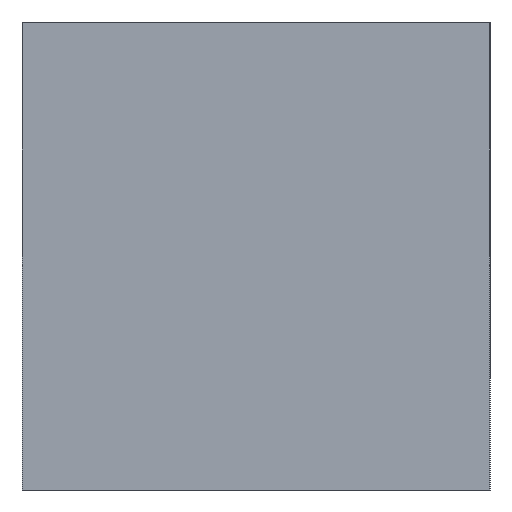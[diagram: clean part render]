
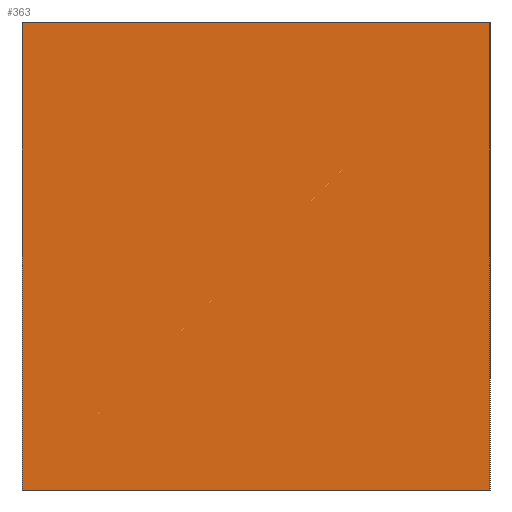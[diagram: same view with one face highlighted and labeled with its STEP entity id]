
A CAD part, left-side view. The second image highlights one B-rep face of the part: STEP entity #363.
In plain terms, the highlighted planar face has unit normal (-1, 0, 0).
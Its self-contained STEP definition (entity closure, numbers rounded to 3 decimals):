
#33=FACE_OUTER_BOUND('',#53,.T.);
#53=EDGE_LOOP('',(#303,#304,#305,#306));
#89=LINE('',#548,#137);
#101=LINE('',#572,#149);
#102=LINE('',#575,#150);
#103=LINE('',#576,#151);
#137=VECTOR('',#451,10.);
#149=VECTOR('',#471,10.);
#150=VECTOR('',#474,10.);
#151=VECTOR('',#475,10.);
#175=VERTEX_POINT('',#544);
#176=VERTEX_POINT('',#546);
#183=VERTEX_POINT('',#568);
#185=VERTEX_POINT('',#574);
#217=EDGE_CURVE('',#176,#175,#89,.T.);
#229=EDGE_CURVE('',#183,#175,#101,.T.);
#230=EDGE_CURVE('',#185,#183,#102,.T.);
#231=EDGE_CURVE('',#185,#176,#103,.T.);
#303=ORIENTED_EDGE('',*,*,#230,.T.);
#304=ORIENTED_EDGE('',*,*,#229,.T.);
#305=ORIENTED_EDGE('',*,*,#217,.F.);
#306=ORIENTED_EDGE('',*,*,#231,.F.);
#345=PLANE('',#395);
#363=ADVANCED_FACE('',(#33),#345,.T.);
#395=AXIS2_PLACEMENT_3D('',#573,#472,#473);
#451=DIRECTION('',(0.,-1.,0.));
#471=DIRECTION('',(0.,0.,1.));
#472=DIRECTION('center_axis',(-1.,0.,0.));
#473=DIRECTION('ref_axis',(0.,-1.,0.));
#474=DIRECTION('',(0.,-1.,0.));
#475=DIRECTION('',(0.,0.,1.));
#544=CARTESIAN_POINT('',(-2.5,-2.,4.));
#546=CARTESIAN_POINT('',(-2.5,2.,4.));
#548=CARTESIAN_POINT('',(-2.5,-2.,4.));
#568=CARTESIAN_POINT('',(-2.5,-2.,0.));
#572=CARTESIAN_POINT('',(-2.5,-2.,0.));
#573=CARTESIAN_POINT('Origin',(-2.5,2.,0.));
#574=CARTESIAN_POINT('',(-2.5,2.,0.));
#575=CARTESIAN_POINT('',(-2.5,2.,0.));
#576=CARTESIAN_POINT('',(-2.5,2.,0.));
